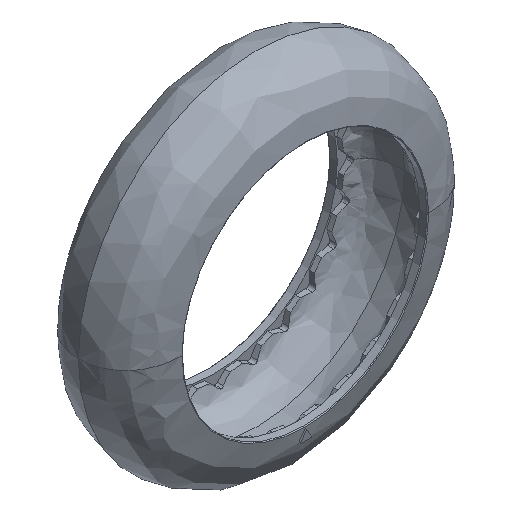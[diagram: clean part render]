
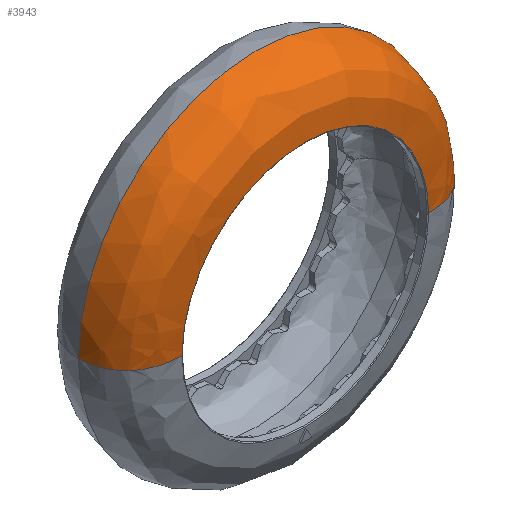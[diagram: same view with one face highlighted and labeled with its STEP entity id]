
A CAD part, isometric view. The second image highlights one B-rep face of the part: STEP entity #3943.
In plain terms, the highlighted free-form (B-spline) face has degree [3, 3] with [7, 4] control points.
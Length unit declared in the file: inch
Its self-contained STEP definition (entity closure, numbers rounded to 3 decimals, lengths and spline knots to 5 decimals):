
#664=B_SPLINE_CURVE_WITH_KNOTS('',3,(#5134,#5135,#5136,#5137,#5138,#5139,
#5140,#5141,#5142,#5143,#5144,#5145,#5146),.UNSPECIFIED.,.F.,.F.,(4,3,3,
3,4),(0.01333,0.25,0.5,0.75,0.9864),.UNSPECIFIED.);
#665=B_SPLINE_CURVE_WITH_KNOTS('',3,(#5148,#5149,#5150,#5151,#5152,#5153,
#5154,#5155,#5156,#5157,#5158,#5159,#5160),.UNSPECIFIED.,.F.,.F.,(4,3,3,
3,4),(0.01333,0.25,0.5,0.75,0.9864),.UNSPECIFIED.);
#971=(
BOUNDED_SURFACE()
B_SPLINE_SURFACE(3,3,((#5103,#5104,#5105,#5106),(#5107,#5108,#5109,#5110),
(#5111,#5112,#5113,#5114),(#5115,#5116,#5117,#5118),(#5119,#5120,#5121,
#5122),(#5123,#5124,#5125,#5126),(#5127,#5128,#5129,#5130)),
 .UNSPECIFIED.,.F.,.F.,.F.)
B_SPLINE_SURFACE_WITH_KNOTS((4,1,1,1,4),(4,4),(0.01333,0.25,
0.5,0.75,0.9864),(0.,1.),.UNSPECIFIED.)
GEOMETRIC_REPRESENTATION_ITEM()
RATIONAL_B_SPLINE_SURFACE(((1.,0.333,0.333,1.),
(1.,0.333,0.333,1.),(1.,0.333,0.333,
1.),(1.,0.333,0.333,1.),(1.,0.333,0.333,
1.),(1.,0.333,0.333,1.),(1.,0.333,0.333,
1.)))
REPRESENTATION_ITEM('')
SURFACE()
);
#983=FACE_OUTER_BOUND('',#1206,.T.);
#1206=EDGE_LOOP('',(#2662,#2663,#2664,#2665,#2666));
#1435=CIRCLE('',#4190,1.37501);
#1439=CIRCLE('',#4195,0.9538);
#1440=CIRCLE('',#4196,0.95372);
#1554=VERTEX_POINT('',#5018);
#1555=VERTEX_POINT('',#5019);
#1561=VERTEX_POINT('',#5131);
#1562=VERTEX_POINT('',#5132);
#1563=VERTEX_POINT('',#5147);
#1989=EDGE_CURVE('',#1554,#1555,#1435,.T.);
#1999=EDGE_CURVE('',#1561,#1562,#1439,.T.);
#2000=EDGE_CURVE('',#1561,#1554,#664,.T.);
#2001=EDGE_CURVE('',#1563,#1555,#665,.T.);
#2002=EDGE_CURVE('',#1562,#1563,#1440,.T.);
#2662=ORIENTED_EDGE('',*,*,#1999,.F.);
#2663=ORIENTED_EDGE('',*,*,#2000,.T.);
#2664=ORIENTED_EDGE('',*,*,#1989,.T.);
#2665=ORIENTED_EDGE('',*,*,#2001,.F.);
#2666=ORIENTED_EDGE('',*,*,#2002,.F.);
#3943=ADVANCED_FACE('',(#983),#971,.F.);
#4190=AXIS2_PLACEMENT_3D('',#5020,#4395,#4396);
#4195=AXIS2_PLACEMENT_3D('',#5133,#4406,#4407);
#4196=AXIS2_PLACEMENT_3D('',#5161,#4408,#4409);
#4395=DIRECTION('center_axis',(0.,-1.,0.));
#4396=DIRECTION('ref_axis',(-1.,0.,0.));
#4406=DIRECTION('center_axis',(0.,-1.,0.));
#4407=DIRECTION('ref_axis',(-1.,0.,0.023));
#4408=DIRECTION('center_axis',(-0.024,-1.,0.));
#4409=DIRECTION('ref_axis',(-1.,0.024,0.));
#5018=CARTESIAN_POINT('',(1.37501,0.,0.));
#5019=CARTESIAN_POINT('',(-1.37501,0.,0.));
#5020=CARTESIAN_POINT('Origin',(0.,0.,
0.));
#5103=CARTESIAN_POINT('Ctrl Pts',(-0.9538,-0.38187,
0.));
#5104=CARTESIAN_POINT('Ctrl Pts',(-0.9538,-0.38187,
1.90759));
#5105=CARTESIAN_POINT('Ctrl Pts',(0.9538,-0.38187,
1.90759));
#5106=CARTESIAN_POINT('Ctrl Pts',(0.9538,-0.38187,
0.));
#5107=CARTESIAN_POINT('Ctrl Pts',(-1.01834,-0.38131,0.));
#5108=CARTESIAN_POINT('Ctrl Pts',(-1.01834,-0.38131,2.03669));
#5109=CARTESIAN_POINT('Ctrl Pts',(1.01834,-0.38131,2.03669));
#5110=CARTESIAN_POINT('Ctrl Pts',(1.01834,-0.38131,0.));
#5111=CARTESIAN_POINT('Ctrl Pts',(-1.13164,-0.36072,
0.));
#5112=CARTESIAN_POINT('Ctrl Pts',(-1.13164,-0.36072,
2.26328));
#5113=CARTESIAN_POINT('Ctrl Pts',(1.13164,-0.36072,2.26328));
#5114=CARTESIAN_POINT('Ctrl Pts',(1.13164,-0.36072,0.));
#5115=CARTESIAN_POINT('Ctrl Pts',(-1.26082,-0.28724,
0.));
#5116=CARTESIAN_POINT('Ctrl Pts',(-1.26082,-0.28724,
2.52164));
#5117=CARTESIAN_POINT('Ctrl Pts',(1.26082,-0.28724,2.52164));
#5118=CARTESIAN_POINT('Ctrl Pts',(1.26082,-0.28724,0.));
#5119=CARTESIAN_POINT('Ctrl Pts',(-1.34842,-0.17225,
0.));
#5120=CARTESIAN_POINT('Ctrl Pts',(-1.34842,-0.17225,
2.69683));
#5121=CARTESIAN_POINT('Ctrl Pts',(1.34842,-0.17225,2.69683));
#5122=CARTESIAN_POINT('Ctrl Pts',(1.34842,-0.17225,0.));
#5123=CARTESIAN_POINT('Ctrl Pts',(-1.37513,-0.06515,
0.));
#5124=CARTESIAN_POINT('Ctrl Pts',(-1.37513,-0.06515,
2.75025));
#5125=CARTESIAN_POINT('Ctrl Pts',(1.37513,-0.06515,
2.75025));
#5126=CARTESIAN_POINT('Ctrl Pts',(1.37513,-0.06515,
0.));
#5127=CARTESIAN_POINT('Ctrl Pts',(-1.37501,0.,
0.));
#5128=CARTESIAN_POINT('Ctrl Pts',(-1.37501,0.,
2.75002));
#5129=CARTESIAN_POINT('Ctrl Pts',(1.37501,0.,
2.75002));
#5130=CARTESIAN_POINT('Ctrl Pts',(1.37501,0.,
0.));
#5131=CARTESIAN_POINT('',(0.9538,-0.38186,0.));
#5132=CARTESIAN_POINT('',(-0.95355,-0.38186,0.02182));
#5133=CARTESIAN_POINT('Origin',(0.,-0.38186,
0.));
#5134=CARTESIAN_POINT('Ctrl Pts',(0.9538,-0.38187,
0.));
#5135=CARTESIAN_POINT('Ctrl Pts',(1.01835,-0.38131,0.));
#5136=CARTESIAN_POINT('Ctrl Pts',(1.07344,-0.37129,0.));
#5137=CARTESIAN_POINT('Ctrl Pts',(1.12193,-0.35467,0.));
#5138=CARTESIAN_POINT('Ctrl Pts',(1.17314,-0.33711,0.));
#5139=CARTESIAN_POINT('Ctrl Pts',(1.21698,-0.31217,0.));
#5140=CARTESIAN_POINT('Ctrl Pts',(1.25377,-0.28019,0.));
#5141=CARTESIAN_POINT('Ctrl Pts',(1.29056,-0.2482,0.));
#5142=CARTESIAN_POINT('Ctrl Pts',(1.3203,-0.20916,0.));
#5143=CARTESIAN_POINT('Ctrl Pts',(1.3418,-0.1619,0.));
#5144=CARTESIAN_POINT('Ctrl Pts',(1.36214,-0.1172,0.));
#5145=CARTESIAN_POINT('Ctrl Pts',(1.37513,-0.06515,
0.));
#5146=CARTESIAN_POINT('Ctrl Pts',(1.37501,0.,
0.));
#5147=CARTESIAN_POINT('',(-0.9538,-0.38186,0.));
#5148=CARTESIAN_POINT('Ctrl Pts',(-0.9538,-0.38187,
0.));
#5149=CARTESIAN_POINT('Ctrl Pts',(-1.01835,-0.38131,
0.));
#5150=CARTESIAN_POINT('Ctrl Pts',(-1.07344,-0.37129,
0.));
#5151=CARTESIAN_POINT('Ctrl Pts',(-1.12193,-0.35467,
0.));
#5152=CARTESIAN_POINT('Ctrl Pts',(-1.17314,-0.33711,
0.));
#5153=CARTESIAN_POINT('Ctrl Pts',(-1.21698,-0.31217,0.));
#5154=CARTESIAN_POINT('Ctrl Pts',(-1.25377,-0.28019,
0.));
#5155=CARTESIAN_POINT('Ctrl Pts',(-1.29056,-0.2482,
0.));
#5156=CARTESIAN_POINT('Ctrl Pts',(-1.3203,-0.20916,
0.));
#5157=CARTESIAN_POINT('Ctrl Pts',(-1.3418,-0.1619,
0.));
#5158=CARTESIAN_POINT('Ctrl Pts',(-1.36214,-0.1172,0.));
#5159=CARTESIAN_POINT('Ctrl Pts',(-1.37513,-0.06515,
0.));
#5160=CARTESIAN_POINT('Ctrl Pts',(-1.37501,0.,
0.));
#5161=CARTESIAN_POINT('Origin',(-0.00036,-0.40494,
0.));
